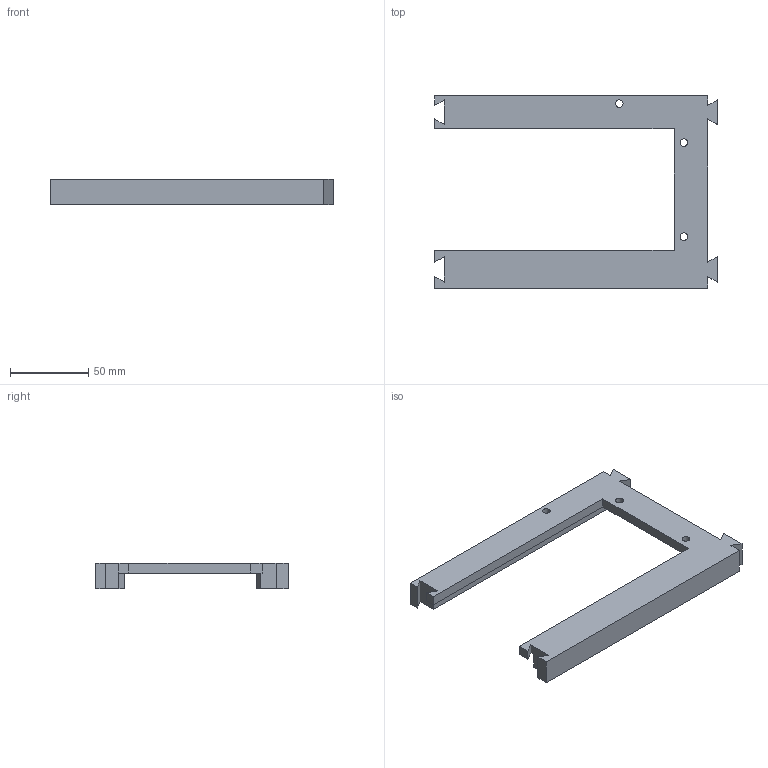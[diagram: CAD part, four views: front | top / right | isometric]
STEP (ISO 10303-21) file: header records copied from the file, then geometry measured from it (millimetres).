
FILE_DESCRIPTION(/* description */ (''),/* implementation_level */ '2;1');
FILE_NAME(/* name */ 'cover plate right side part 2_.step',/* time_stamp */ '2024-04-02T23:07:41-05:00',/* author */ (''),/* organization */ (''),/* preprocessor_version */ 'ST-DEVELOPER v20',/* originating_system */ 'Autodesk Translation Framework v12.20.1.177',/* authorisation */ '');
FILE_SCHEMA (('AUTOMOTIVE_DESIGN { 1 0 10303 214 3 1 1 }'));
Length unit declared in the file: inch
Products named in the file (1): cover plate right side part 2
Bounding box: 180.9 x 123.19 x 16.35 mm (x, y, z)
Volume: 117468.3 mm3; surface area: 34083.7 mm2
Topology: 1 solids, 1 shells, 38 faces, 104 edges, 69 vertices
Faces by surface type: plane 34, cylinder 4
Full cylindrical faces by diameter (mm): 4.826 x3, 8.001 x1
Entity records: 1235 total; most frequent: CARTESIAN_POINT 212, ORIENTED_EDGE 208, DIRECTION 190, EDGE_CURVE 104, LINE 96, VECTOR 96, VERTEX_POINT 69, AXIS2_PLACEMENT_3D 47
